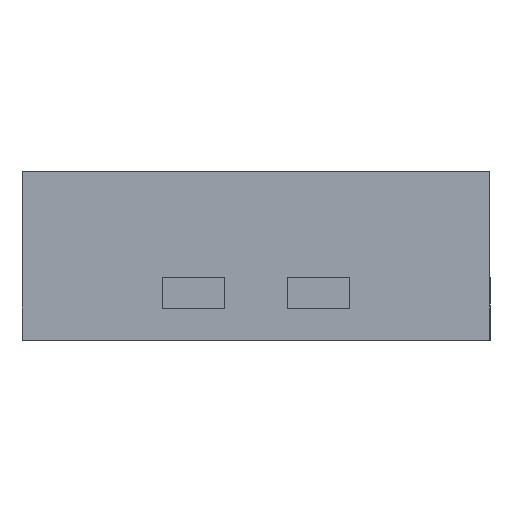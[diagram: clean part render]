
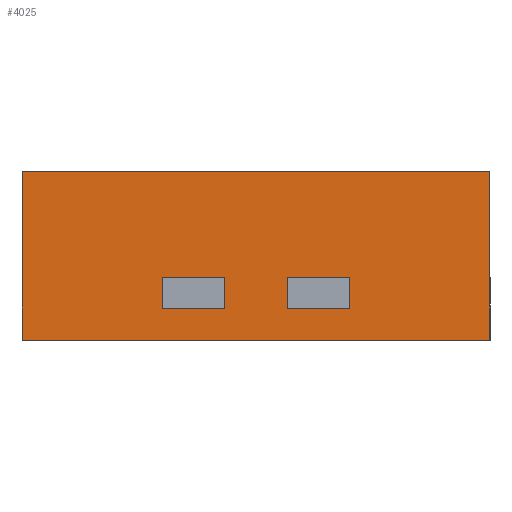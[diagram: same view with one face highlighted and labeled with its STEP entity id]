
A CAD part, front view. The second image highlights one B-rep face of the part: STEP entity #4025.
In plain terms, the highlighted face is planar.
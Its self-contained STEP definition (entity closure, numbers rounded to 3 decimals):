
#809=ORIENTED_EDGE('',*,*,#1016,.T.);
#810=ORIENTED_EDGE('',*,*,#1023,.T.);
#811=ORIENTED_EDGE('',*,*,#1021,.T.);
#812=ORIENTED_EDGE('',*,*,#1019,.T.);
#813=ORIENTED_EDGE('',*,*,#1387,.T.);
#814=ORIENTED_EDGE('',*,*,#1388,.F.);
#815=ORIENTED_EDGE('',*,*,#1389,.F.);
#816=ORIENTED_EDGE('',*,*,#1390,.T.);
#817=ORIENTED_EDGE('',*,*,#992,.T.);
#818=ORIENTED_EDGE('',*,*,#999,.T.);
#819=ORIENTED_EDGE('',*,*,#997,.T.);
#820=ORIENTED_EDGE('',*,*,#995,.T.);
#992=EDGE_CURVE('',#1407,#1408,#1693,.T.);
#995=EDGE_CURVE('',#1409,#1407,#1696,.T.);
#997=EDGE_CURVE('',#1410,#1409,#1698,.T.);
#999=EDGE_CURVE('',#1408,#1410,#1700,.T.);
#1016=EDGE_CURVE('',#1423,#1424,#1717,.T.);
#1019=EDGE_CURVE('',#1425,#1423,#1720,.T.);
#1021=EDGE_CURVE('',#1426,#1425,#1722,.T.);
#1023=EDGE_CURVE('',#1424,#1426,#1724,.T.);
#1387=EDGE_CURVE('',#1681,#1682,#1965,.T.);
#1388=EDGE_CURVE('',#1683,#1682,#1966,.T.);
#1389=EDGE_CURVE('',#1684,#1683,#1967,.T.);
#1390=EDGE_CURVE('',#1684,#1681,#1968,.T.);
#1407=VERTEX_POINT('',#4830);
#1408=VERTEX_POINT('',#4831);
#1409=VERTEX_POINT('',#4836);
#1410=VERTEX_POINT('',#4840);
#1423=VERTEX_POINT('',#4880);
#1424=VERTEX_POINT('',#4881);
#1425=VERTEX_POINT('',#4886);
#1426=VERTEX_POINT('',#4890);
#1681=VERTEX_POINT('',#5945);
#1682=VERTEX_POINT('',#5946);
#1683=VERTEX_POINT('',#5948);
#1684=VERTEX_POINT('',#5950);
#1693=LINE('',#4829,#1985);
#1696=LINE('',#4835,#1988);
#1698=LINE('',#4839,#1990);
#1700=LINE('',#4843,#1992);
#1717=LINE('',#4879,#2009);
#1720=LINE('',#4885,#2012);
#1722=LINE('',#4889,#2014);
#1724=LINE('',#4893,#2016);
#1965=LINE('',#5944,#2257);
#1966=LINE('',#5947,#2258);
#1967=LINE('',#5949,#2259);
#1968=LINE('',#5951,#2260);
#1985=VECTOR('',#4210,1000.);
#1988=VECTOR('',#4215,1000.);
#1990=VECTOR('',#4219,1000.);
#1992=VECTOR('',#4223,1000.);
#2009=VECTOR('',#4254,1000.);
#2012=VECTOR('',#4259,1000.);
#2014=VECTOR('',#4263,1000.);
#2016=VECTOR('',#4267,1000.);
#2257=VECTOR('',#4790,1000.);
#2258=VECTOR('',#4791,1000.);
#2259=VECTOR('',#4792,1000.);
#2260=VECTOR('',#4793,1000.);
#2431=EDGE_LOOP('',(#809,#810,#811,#812));
#2432=EDGE_LOOP('',(#813,#814,#815,#816));
#2433=EDGE_LOOP('',(#817,#818,#819,#820));
#2612=FACE_BOUND('',#2431,.T.);
#2613=FACE_BOUND('',#2432,.T.);
#2614=FACE_BOUND('',#2433,.T.);
#2774=PLANE('',#4193);
#4025=ADVANCED_FACE('',(#2612,#2613,#2614),#2774,.F.);
#4193=AXIS2_PLACEMENT_3D('',#5943,#4788,#4789);
#4210=DIRECTION('',(1.,0.,0.));
#4215=DIRECTION('',(0.,-1.,0.));
#4219=DIRECTION('',(-1.,0.,0.));
#4223=DIRECTION('',(0.,1.,0.));
#4254=DIRECTION('',(1.,0.,0.));
#4259=DIRECTION('',(0.,-1.,0.));
#4263=DIRECTION('',(-1.,0.,0.));
#4267=DIRECTION('',(0.,1.,0.));
#4788=DIRECTION('',(0.,0.,1.));
#4789=DIRECTION('',(1.,0.,0.));
#4790=DIRECTION('',(1.,0.,0.));
#4791=DIRECTION('',(0.,1.,0.));
#4792=DIRECTION('',(1.,0.,0.));
#4793=DIRECTION('',(0.,1.,0.));
#4829=CARTESIAN_POINT('',(0.1,0.07,-0.75));
#4830=CARTESIAN_POINT('',(0.1,0.07,-0.75));
#4831=CARTESIAN_POINT('',(0.3,0.07,-0.75));
#4835=CARTESIAN_POINT('',(0.1,0.17,-0.75));
#4836=CARTESIAN_POINT('',(0.1,0.17,-0.75));
#4839=CARTESIAN_POINT('',(0.3,0.17,-0.75));
#4840=CARTESIAN_POINT('',(0.3,0.17,-0.75));
#4843=CARTESIAN_POINT('',(0.3,0.07,-0.75));
#4879=CARTESIAN_POINT('',(-0.3,0.07,-0.75));
#4880=CARTESIAN_POINT('',(-0.3,0.07,-0.75));
#4881=CARTESIAN_POINT('',(-0.1,0.07,-0.75));
#4885=CARTESIAN_POINT('',(-0.3,0.17,-0.75));
#4886=CARTESIAN_POINT('',(-0.3,0.17,-0.75));
#4889=CARTESIAN_POINT('',(-0.1,0.17,-0.75));
#4890=CARTESIAN_POINT('',(-0.1,0.17,-0.75));
#4893=CARTESIAN_POINT('',(-0.1,0.07,-0.75));
#5943=CARTESIAN_POINT('',(-0.75,-0.27,-0.75));
#5944=CARTESIAN_POINT('',(-0.75,0.27,-0.75));
#5945=CARTESIAN_POINT('',(-0.75,0.27,-0.75));
#5946=CARTESIAN_POINT('',(0.75,0.27,-0.75));
#5947=CARTESIAN_POINT('',(0.75,-0.27,-0.75));
#5948=CARTESIAN_POINT('',(0.75,-0.27,-0.75));
#5949=CARTESIAN_POINT('',(-0.75,-0.27,-0.75));
#5950=CARTESIAN_POINT('',(-0.75,-0.27,-0.75));
#5951=CARTESIAN_POINT('',(-0.75,-0.27,-0.75));
